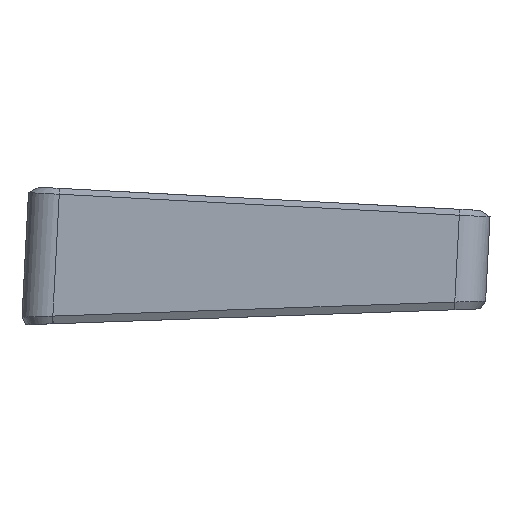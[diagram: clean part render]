
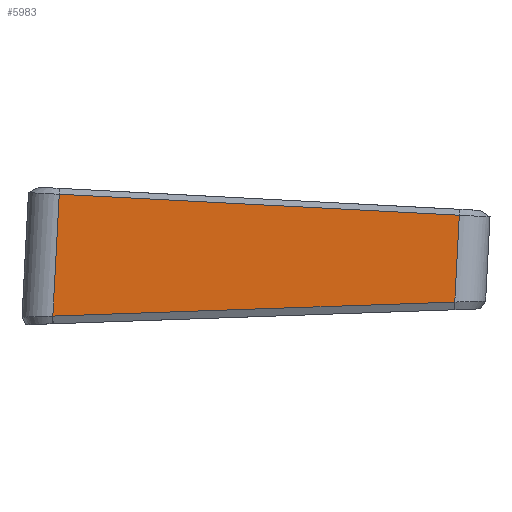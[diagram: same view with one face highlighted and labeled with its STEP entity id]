
A CAD part, left-side view. The second image highlights one B-rep face of the part: STEP entity #5983.
In plain terms, the highlighted planar face has unit normal (-1, 0, 0).
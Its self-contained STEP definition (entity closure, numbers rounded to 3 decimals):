
#351=B_SPLINE_CURVE_WITH_KNOTS('',3,(#10848,#10849,#10850,#10851),
 .UNSPECIFIED.,.F.,.F.,(4,4),(-1.593,-1.571),
 .UNSPECIFIED.);
#702=LINE('',#10761,#1132);
#711=LINE('',#10920,#1141);
#712=LINE('',#10922,#1142);
#713=LINE('',#10923,#1143);
#1132=VECTOR('',#6840,10.);
#1141=VECTOR('',#6855,10.);
#1142=VECTOR('',#6856,10.);
#1143=VECTOR('',#6857,10.);
#1780=FACE_OUTER_BOUND('',#2132,.T.);
#2132=EDGE_LOOP('',(#5236,#5237,#5238,#5239,#5240));
#2799=VERTEX_POINT('',#10757);
#2800=VERTEX_POINT('',#10759);
#2801=VERTEX_POINT('',#10786);
#2807=VERTEX_POINT('',#10919);
#2808=VERTEX_POINT('',#10921);
#3628=EDGE_CURVE('',#2800,#2799,#702,.T.);
#3636=EDGE_CURVE('',#2801,#2800,#351,.T.);
#3643=EDGE_CURVE('',#2801,#2807,#711,.T.);
#3644=EDGE_CURVE('',#2808,#2807,#712,.T.);
#3645=EDGE_CURVE('',#2799,#2808,#713,.T.);
#5236=ORIENTED_EDGE('',*,*,#3628,.F.);
#5237=ORIENTED_EDGE('',*,*,#3636,.F.);
#5238=ORIENTED_EDGE('',*,*,#3643,.T.);
#5239=ORIENTED_EDGE('',*,*,#3644,.F.);
#5240=ORIENTED_EDGE('',*,*,#3645,.F.);
#5695=PLANE('',#6163);
#5983=ADVANCED_FACE('',(#1780),#5695,.T.);
#6163=AXIS2_PLACEMENT_3D('',#10918,#6853,#6854);
#6840=DIRECTION('',(0.,0.999,-0.035));
#6853=DIRECTION('center_axis',(-1.,0.,0.));
#6854=DIRECTION('ref_axis',(0.,0.999,0.052));
#6855=DIRECTION('',(0.,-0.052,0.999));
#6856=DIRECTION('',(0.,-0.999,-0.052));
#6857=DIRECTION('',(0.,-0.052,0.999));
#10757=CARTESIAN_POINT('',(-7.,-60.796,18.259));
#10759=CARTESIAN_POINT('',(-7.,-139.115,20.994));
#10761=CARTESIAN_POINT('',(-7.,-120.314,20.338));
#10786=CARTESIAN_POINT('',(-7.,-139.246,20.999));
#10848=CARTESIAN_POINT('Ctrl Pts',(-7.,-139.246,20.999));
#10849=CARTESIAN_POINT('Ctrl Pts',(-7.,-139.203,20.997));
#10850=CARTESIAN_POINT('Ctrl Pts',(-7.,-139.159,20.996));
#10851=CARTESIAN_POINT('Ctrl Pts',(-7.,-139.115,20.994));
#10918=CARTESIAN_POINT('Origin',(-7.,-140.143,38.103));
#10919=CARTESIAN_POINT('',(-7.,-140.135,37.948));
#10920=CARTESIAN_POINT('',(-7.,-138.782,12.139));
#10921=CARTESIAN_POINT('',(-7.,-62.042,42.041));
#10922=CARTESIAN_POINT('',(-7.,-120.612,38.972));
#10923=CARTESIAN_POINT('',(-7.,-60.689,16.231));
